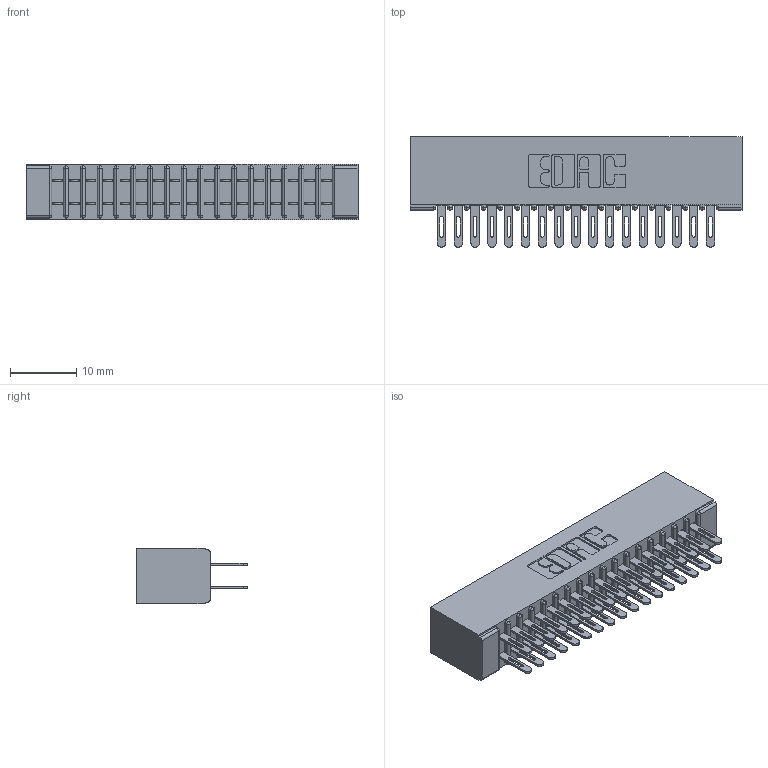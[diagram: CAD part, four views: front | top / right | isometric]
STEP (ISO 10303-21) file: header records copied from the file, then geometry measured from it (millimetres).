
FILE_DESCRIPTION (( 'STEP AP203' ), '1' );
FILE_NAME ('341-034-500-201.STEP', '2018-08-06T21:28:32', ( '' ), ( '' ), 'SwSTEP 2.0', 'SolidWorks 2016', '' );
FILE_SCHEMA (( 'CONFIG_CONTROL_DESIGN' ));
Length unit declared in the file: inch
Products named in the file (3): 341 Part_No Mounting Lugs; 341-292-001_341-292-100; 341-034-500-201
Assembly tree (35 placements, depth 2):
  341-034-500-201
    341 Part_No Mounting Lugs
    341-292-001_341-292-100  x34
Bounding box: 50.16 x 16.69 x 8.38 mm (x, y, z)
Volume: 3042.3 mm3; surface area: 6974.7 mm2
Topology: 35 solids, 35 shells, 2352 faces, 6803 edges, 4406 vertices
Faces by surface type: plane 1356, cylinder 928, sphere 36, torus 32
Entity records: 23634 total; most frequent: CARTESIAN_POINT 3927, ORIENTED_EDGE 3898, DIRECTION 3831, EDGE_CURVE 1949, LINE 1547, VECTOR 1547, VERTEX_POINT 1238, AXIS2_PLACEMENT_3D 1142
